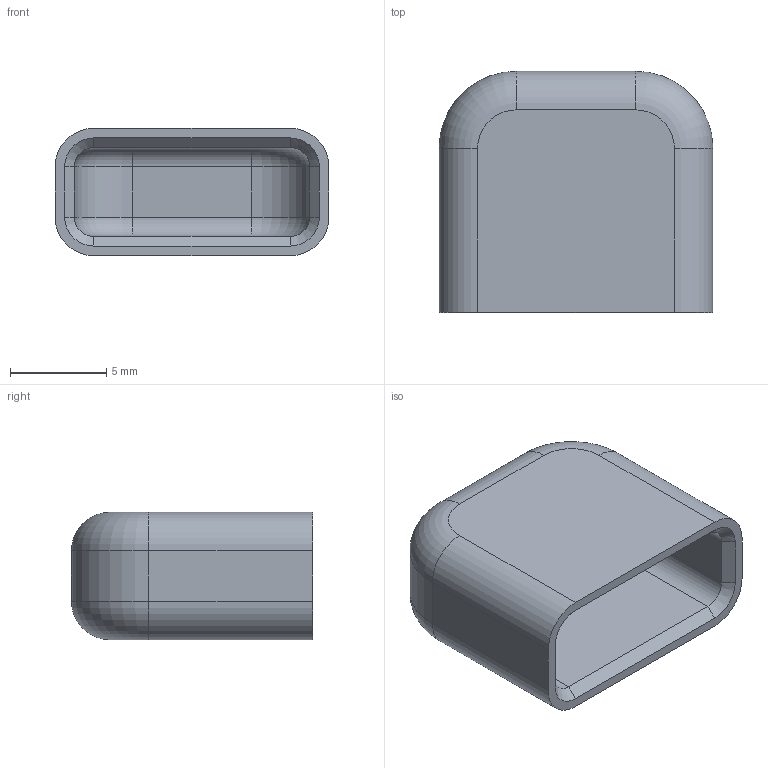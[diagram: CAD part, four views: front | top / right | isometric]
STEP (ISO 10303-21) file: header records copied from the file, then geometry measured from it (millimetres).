
FILE_DESCRIPTION( ( 'Unknown' ), '1' );
FILE_NAME( '726852001.stp', 'Unknown', ( 'Unknown' ), ( 'Unknown' ), 'PSStep 16.0.42', 'Unknown', ' ' );
FILE_SCHEMA( ( 'AUTOMOTIVE_DESIGN { 1 0 10303 214 1 1 1 1 }' ) );
Length unit declared in the file: millimetre
Products named in the file (1): 1
Bounding box: 14.2 x 12.5 x 6.6 mm (x, y, z)
Volume: 449.2 mm3; surface area: 934.6 mm2
Topology: 1 solids, 1 shells, 43 faces, 96 edges, 56 vertices
Faces by surface type: cylinder 16, plane 15, torus 8, cone 4
Entity records: 1542 total; most frequent: DIRECTION 228, CARTESIAN_POINT 196, ORIENTED_EDGE 192, EDGE_CURVE 96, AXIS2_PLACEMENT_3D 88, VERTEX_POINT 56, LINE 52, VECTOR 52
